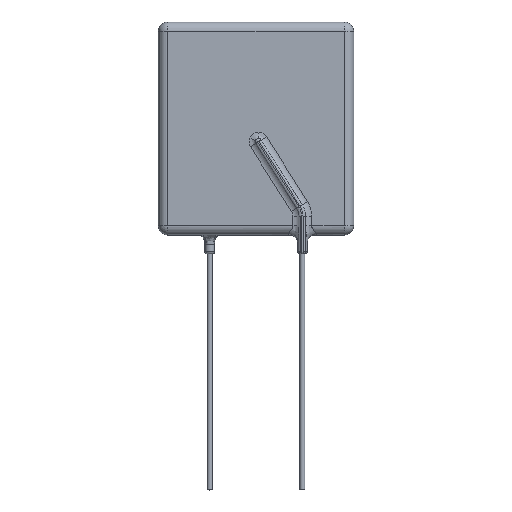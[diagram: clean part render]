
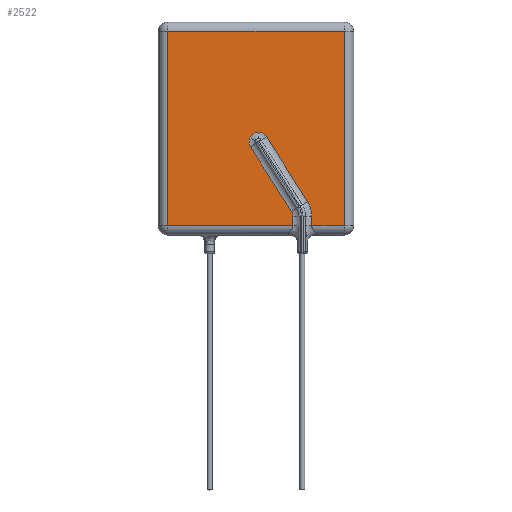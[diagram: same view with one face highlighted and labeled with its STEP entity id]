
A CAD part, top view. The second image highlights one B-rep face of the part: STEP entity #2522.
In plain terms, the highlighted face is planar.
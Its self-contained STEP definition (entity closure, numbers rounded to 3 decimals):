
#3 = VECTOR ( 'NONE', #4272, 1000. ) ;
#30 = CARTESIAN_POINT ( 'NONE',  ( 10.515, 11.45, -0.981 ) ) ;
#167 = VECTOR ( 'NONE', #1254, 1000. ) ;
#189 = CARTESIAN_POINT ( 'NONE',  ( 0.132, 0.545, 1.131 ) ) ;
#239 = EDGE_CURVE ( 'NONE', #2660, #1394, #1247, .T. ) ;
#259 = CARTESIAN_POINT ( 'NONE',  ( -1.502, 4.693, 1.464 ) ) ;
#339 = DIRECTION ( 'NONE',  ( -0.98, 0., 0.199 ) ) ;
#340 = CARTESIAN_POINT ( 'NONE',  ( 1.331, 0.121, 0.887 ) ) ;
#356 = LINE ( 'NONE', #651, #3300 ) ;
#379 = CARTESIAN_POINT ( 'NONE',  ( 9.536, 11.45, -0.782 ) ) ;
#393 = CARTESIAN_POINT ( 'NONE',  ( 5.644, -6.837, 0.01 ) ) ;
#414 = DIRECTION ( 'NONE',  ( 0., -1., 0. ) ) ;
#424 = VECTOR ( 'NONE', #901, 1000. ) ;
#500 = DIRECTION ( 'NONE',  ( 0., 1., 0. ) ) ;
#546 = CARTESIAN_POINT ( 'NONE',  ( 10.515, -9.45, -0.981 ) ) ;
#581 = EDGE_CURVE ( 'NONE', #2022, #1386, #3029, .T. ) ;
#599 = CARTESIAN_POINT ( 'NONE',  ( -0.432, -0.04, 1.246 ) ) ;
#631 = VERTEX_POINT ( 'NONE', #3160 ) ;
#633 = LINE ( 'NONE', #30, #3319 ) ;
#634 = DIRECTION ( 'NONE',  ( -0.98, 0., 0.199 ) ) ;
#651 = CARTESIAN_POINT ( 'NONE',  ( 9.536, 12.45, -0.782 ) ) ;
#678 = VERTEX_POINT ( 'NONE', #2072 ) ;
#700 = ORIENTED_EDGE ( 'NONE', *, *, #2383, .T. ) ;
#798 = ORIENTED_EDGE ( 'NONE', *, *, #3390, .T. ) ;
#835 = EDGE_CURVE ( 'NONE', #1799, #2996, #2391, .T. ) ;
#854 = LINE ( 'NONE', #546, #424 ) ;
#901 = DIRECTION ( 'NONE',  ( 0.98, 0., -0.199 ) ) ;
#932 = CARTESIAN_POINT ( 'NONE',  ( 1.331, 0.121, 0.887 ) ) ;
#954 = LINE ( 'NONE', #259, #167 ) ;
#1000 = EDGE_CURVE ( 'NONE', #4289, #2660, #633, .T. ) ;
#1011 = DIRECTION ( 'NONE',  ( 0.199, 0., 0.98 ) ) ;
#1043 = VERTEX_POINT ( 'NONE', #2908 ) ;
#1067 = EDGE_LOOP ( 'NONE', ( #4310, #798, #2105, #1084, #3732, #2465, #700, #1976, #3057, #1385, #3635, #1280, #3947, #2518 ) ) ;
#1084 = ORIENTED_EDGE ( 'NONE', *, *, #4181, .T. ) ;
#1110 = LINE ( 'NONE', #3206, #3454 ) ;
#1161 = LINE ( 'NONE', #1485, #3 ) ;
#1181 = DIRECTION ( 'NONE',  ( 0.98, 0., -0.199 ) ) ;
#1247 = LINE ( 'NONE', #2598, #3091 ) ;
#1254 = DIRECTION ( 'NONE',  ( 0.524, -0.845, -0.107 ) ) ;
#1263 = CARTESIAN_POINT ( 'NONE',  ( -0.432, -0.04, 1.246 ) ) ;
#1280 = ORIENTED_EDGE ( 'NONE', *, *, #835, .T. ) ;
#1359 = CARTESIAN_POINT ( 'NONE',  ( 0.543, 0.59, 1.048 ) ) ;
#1381 = CARTESIAN_POINT ( 'NONE',  ( -9.083, 11.45, 3.006 ) ) ;
#1385 = ORIENTED_EDGE ( 'NONE', *, *, #4430, .T. ) ;
#1386 = VERTEX_POINT ( 'NONE', #4282 ) ;
#1389 = CARTESIAN_POINT ( 'NONE',  ( -0.493, -0.189, 1.258 ) ) ;
#1394 = VERTEX_POINT ( 'NONE', #4229 ) ;
#1424 = DIRECTION ( 'NONE',  ( 0., 1., 0. ) ) ;
#1434 = CARTESIAN_POINT ( 'NONE',  ( -0.481, -0.673, 1.256 ) ) ;
#1465 = FACE_OUTER_BOUND ( 'NONE', #1067, .T. ) ;
#1485 = CARTESIAN_POINT ( 'NONE',  ( -3.188, 3.605, 1.807 ) ) ;
#1564 = CARTESIAN_POINT ( 'NONE',  ( 10.515, 12.45, -0.981 ) ) ;
#1582 = VERTEX_POINT ( 'NONE', #1742 ) ;
#1658 = B_SPLINE_CURVE_WITH_KNOTS ( 'NONE', 3,
 ( #1359, #4510, #3831, #3854, #2804, #340 ),
 .UNSPECIFIED., .F., .F.,
 ( 4, 2, 4 ),
 ( 0.002, 0.003, 0.003 ),
 .UNSPECIFIED. ) ;
#1735 = LINE ( 'NONE', #1782, #1835 ) ;
#1742 = CARTESIAN_POINT ( 'NONE',  ( 9.536, -9.45, -0.782 ) ) ;
#1756 = EDGE_CURVE ( 'NONE', #631, #1582, #854, .T. ) ;
#1782 = CARTESIAN_POINT ( 'NONE',  ( 6.102, 12.45, -0.083 ) ) ;
#1799 = VERTEX_POINT ( 'NONE', #1263 ) ;
#1835 = VECTOR ( 'NONE', #414, 1000. ) ;
#1878 = VERTEX_POINT ( 'NONE', #4498 ) ;
#1884 = B_SPLINE_CURVE_WITH_KNOTS ( 'NONE', 3,
 ( #2124, #3145, #2764, #1434, #3882, #2507, #1389, #2484 ),
 .UNSPECIFIED., .F., .F.,
 ( 4, 2, 2, 4 ),
 ( 0., 0., 0., 0.001 ),
 .UNSPECIFIED. ) ;
#1894 = PLANE ( 'NONE',  #2945 ) ;
#1927 = AXIS2_PLACEMENT_3D ( 'NONE', #2010, #3009, #634 ) ;
#1976 = ORIENTED_EDGE ( 'NONE', *, *, #2899, .T. ) ;
#2010 = CARTESIAN_POINT ( 'NONE',  ( 3.145, -8.45, 0.518 ) ) ;
#2022 = VERTEX_POINT ( 'NONE', #3094 ) ;
#2027 = DIRECTION ( 'NONE',  ( -0.98, 0., 0.199 ) ) ;
#2072 = CARTESIAN_POINT ( 'NONE',  ( 6.102, -8.45, -0.083 ) ) ;
#2105 = ORIENTED_EDGE ( 'NONE', *, *, #1756, .T. ) ;
#2124 = CARTESIAN_POINT ( 'NONE',  ( -0.355, -0.967, 1.23 ) ) ;
#2129 = CARTESIAN_POINT ( 'NONE',  ( 0.543, 0.59, 1.048 ) ) ;
#2202 = DIRECTION ( 'NONE',  ( -0.199, 0., -0.98 ) ) ;
#2207 = CIRCLE ( 'NONE', #1927, 3.018 ) ;
#2260 = DIRECTION ( 'NONE',  ( 0., -1., 0. ) ) ;
#2383 = EDGE_CURVE ( 'NONE', #1394, #1878, #1110, .T. ) ;
#2391 = B_SPLINE_CURVE_WITH_KNOTS ( 'NONE', 3,
 ( #599, #3306, #4076, #189, #3706, #3373 ),
 .UNSPECIFIED., .F., .F.,
 ( 4, 2, 4 ),
 ( 0., 0.001, 0.001 ),
 .UNSPECIFIED. ) ;
#2465 = ORIENTED_EDGE ( 'NONE', *, *, #239, .T. ) ;
#2477 = CARTESIAN_POINT ( 'NONE',  ( 3.145, -8.45, 0.518 ) ) ;
#2484 = CARTESIAN_POINT ( 'NONE',  ( -0.432, -0.04, 1.246 ) ) ;
#2507 = CARTESIAN_POINT ( 'NONE',  ( -0.517, -0.353, 1.264 ) ) ;
#2518 = ORIENTED_EDGE ( 'NONE', *, *, #3681, .T. ) ;
#2522 = ADVANCED_FACE ( 'NONE', ( #1465 ), #1894, .F. ) ;
#2598 = CARTESIAN_POINT ( 'NONE',  ( -9.083, 12.45, 3.006 ) ) ;
#2660 = VERTEX_POINT ( 'NONE', #1381 ) ;
#2764 = CARTESIAN_POINT ( 'NONE',  ( -0.431, -0.825, 1.246 ) ) ;
#2804 = CARTESIAN_POINT ( 'NONE',  ( 1.246, 0.259, 0.905 ) ) ;
#2899 = EDGE_CURVE ( 'NONE', #1878, #2022, #3682, .T. ) ;
#2906 = DIRECTION ( 'NONE',  ( -0.98, 0., 0.199 ) ) ;
#2908 = CARTESIAN_POINT ( 'NONE',  ( -0.355, -0.967, 1.23 ) ) ;
#2945 = AXIS2_PLACEMENT_3D ( 'NONE', #1564, #2202, #2906 ) ;
#2996 = VERTEX_POINT ( 'NONE', #2129 ) ;
#3009 = DIRECTION ( 'NONE',  ( -0.199, 0., -0.98 ) ) ;
#3029 = CIRCLE ( 'NONE', #4486, 0.982 ) ;
#3057 = ORIENTED_EDGE ( 'NONE', *, *, #581, .T. ) ;
#3091 = VECTOR ( 'NONE', #2260, 1000. ) ;
#3094 = CARTESIAN_POINT ( 'NONE',  ( 4.107, -8.45, 0.323 ) ) ;
#3145 = CARTESIAN_POINT ( 'NONE',  ( -0.397, -0.898, 1.239 ) ) ;
#3160 = CARTESIAN_POINT ( 'NONE',  ( 6.102, -9.45, -0.083 ) ) ;
#3206 = CARTESIAN_POINT ( 'NONE',  ( 10.515, -9.45, -0.981 ) ) ;
#3300 = VECTOR ( 'NONE', #1424, 1000. ) ;
#3306 = CARTESIAN_POINT ( 'NONE',  ( -0.353, 0.155, 1.23 ) ) ;
#3319 = VECTOR ( 'NONE', #2027, 1000. ) ;
#3373 = CARTESIAN_POINT ( 'NONE',  ( 0.543, 0.59, 1.048 ) ) ;
#3390 = EDGE_CURVE ( 'NONE', #678, #631, #1735, .T. ) ;
#3419 = EDGE_CURVE ( 'NONE', #1043, #1799, #1884, .T. ) ;
#3429 = VERTEX_POINT ( 'NONE', #393 ) ;
#3454 = VECTOR ( 'NONE', #1181, 1000. ) ;
#3632 = CARTESIAN_POINT ( 'NONE',  ( 4.107, 12.45, 0.323 ) ) ;
#3635 = ORIENTED_EDGE ( 'NONE', *, *, #3419, .T. ) ;
#3681 = EDGE_CURVE ( 'NONE', #4114, #3429, #954, .T. ) ;
#3682 = LINE ( 'NONE', #3632, #4100 ) ;
#3706 = CARTESIAN_POINT ( 'NONE',  ( 0.337, 0.601, 1.09 ) ) ;
#3732 = ORIENTED_EDGE ( 'NONE', *, *, #1000, .T. ) ;
#3792 = EDGE_CURVE ( 'NONE', #2996, #4114, #1658, .T. ) ;
#3831 = CARTESIAN_POINT ( 'NONE',  ( 0.856, 0.535, 0.984 ) ) ;
#3854 = CARTESIAN_POINT ( 'NONE',  ( 1.13, 0.373, 0.928 ) ) ;
#3882 = CARTESIAN_POINT ( 'NONE',  ( -0.498, -0.592, 1.259 ) ) ;
#3947 = ORIENTED_EDGE ( 'NONE', *, *, #3792, .T. ) ;
#4036 = EDGE_CURVE ( 'NONE', #3429, #678, #2207, .T. ) ;
#4076 = CARTESIAN_POINT ( 'NONE',  ( -0.216, 0.32, 1.202 ) ) ;
#4100 = VECTOR ( 'NONE', #500, 1000. ) ;
#4114 = VERTEX_POINT ( 'NONE', #932 ) ;
#4181 = EDGE_CURVE ( 'NONE', #1582, #4289, #356, .T. ) ;
#4229 = CARTESIAN_POINT ( 'NONE',  ( -9.083, -9.45, 3.006 ) ) ;
#4272 = DIRECTION ( 'NONE',  ( -0.524, 0.845, 0.107 ) ) ;
#4282 = CARTESIAN_POINT ( 'NONE',  ( 3.958, -7.925, 0.353 ) ) ;
#4289 = VERTEX_POINT ( 'NONE', #379 ) ;
#4310 = ORIENTED_EDGE ( 'NONE', *, *, #4036, .T. ) ;
#4430 = EDGE_CURVE ( 'NONE', #1386, #1043, #1161, .T. ) ;
#4486 = AXIS2_PLACEMENT_3D ( 'NONE', #2477, #1011, #339 ) ;
#4498 = CARTESIAN_POINT ( 'NONE',  ( 4.107, -9.45, 0.323 ) ) ;
#4510 = CARTESIAN_POINT ( 'NONE',  ( 0.7, 0.582, 1.016 ) ) ;
